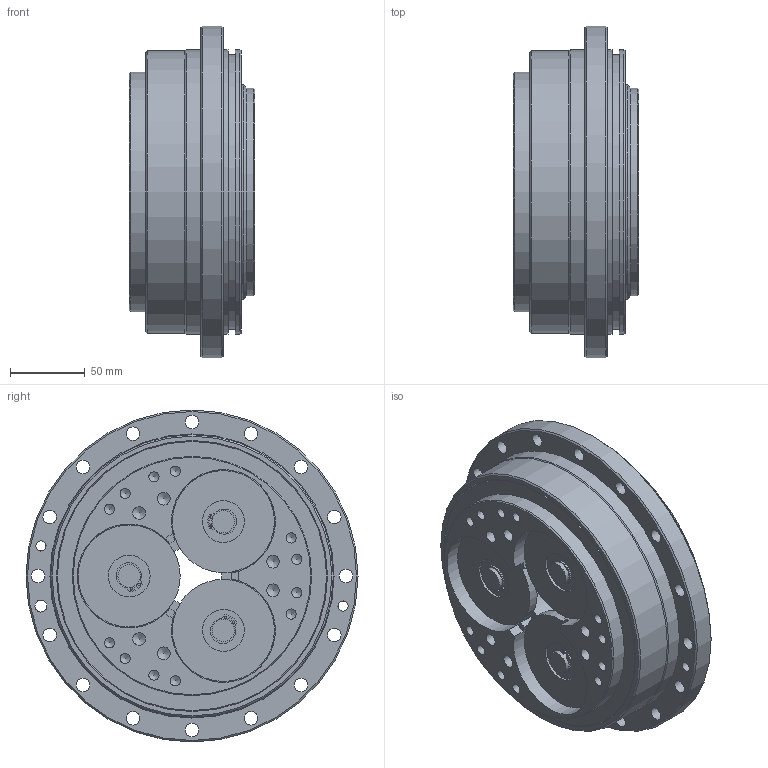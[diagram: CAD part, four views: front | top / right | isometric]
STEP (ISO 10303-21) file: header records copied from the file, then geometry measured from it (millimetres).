
FILE_DESCRIPTION(/* description */ (''),/* implementation_level */ '2;1');
FILE_NAME(/* name */ '80E_3D_REF.stp',/* time_stamp */ '2020-03-03T16:00:29+08:00',/* author */ ('84299'),/* organization */ (''),/* preprocessor_version */ 'ST-DEVELOPER v18',/* originating_system */ 'Autodesk Inventor 2020',/* authorisation */ '');
FILE_SCHEMA (('AUTOMOTIVE_DESIGN { 1 0 10303 214 3 1 1 }'));
Length unit declared in the file: millimetre
Products named in the file (1): 80E装配_Shrinkwrap_1
Bounding box: 84 x 222 x 222 mm (x, y, z)
Surface area: 193439.7 mm2 (no closed solid volume)
Topology: 0 solids, 16 shells, 280 faces, 835 edges, 598 vertices
Faces by surface type: plane 130, cylinder 106, cone 37, torus 7
Full cylindrical faces by diameter (mm): 1.7 x6, 6.8 x14, 8 x1, 8.5 x6, 9 x16, 10 x3, 15 x3, 17 x6, 28 x3, 35 x3, 40 x1, 68.25 x3, 139 x1, 143.5 x1, 160 x1, 165 x1, 180 x1, 184 x1, 189 x1, 190 x3, 222 x1
Entity records: 10075 total; most frequent: DIRECTION 1849, CARTESIAN_POINT 1687, ORIENTED_EDGE 1531, EDGE_CURVE 808, AXIS2_PLACEMENT_3D 760, VERTEX_POINT 598, CIRCLE 479, EDGE_LOOP 391
